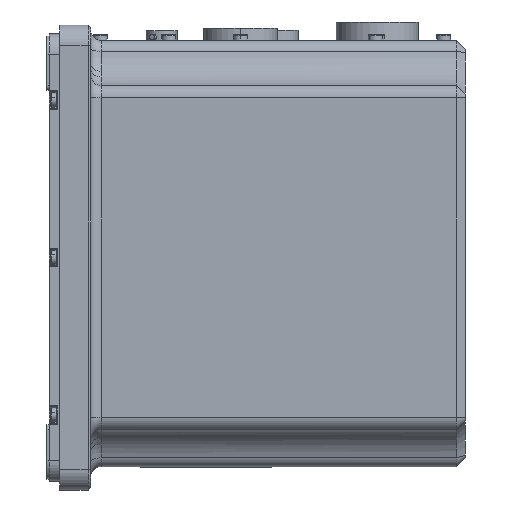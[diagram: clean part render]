
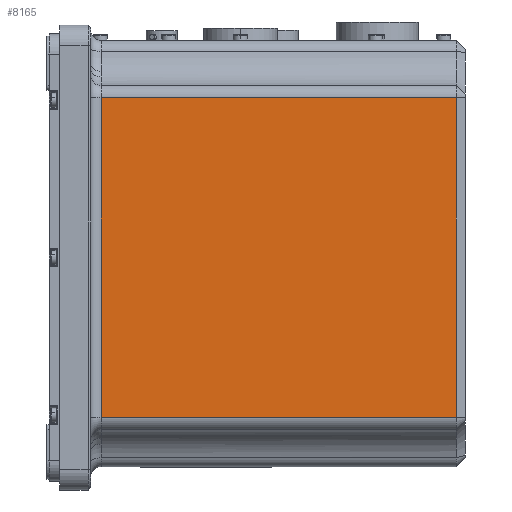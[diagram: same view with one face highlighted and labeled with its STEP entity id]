
A CAD part, front view. The second image highlights one B-rep face of the part: STEP entity #8165.
In plain terms, the highlighted face is planar.
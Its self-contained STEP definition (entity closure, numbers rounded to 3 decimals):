
#648 = ORIENTED_EDGE ( 'NONE', *, *, #42189, .T. ) ;
#1799 = DIRECTION ( 'NONE',  ( 0., 0., -1. ) ) ;
#6966 = ORIENTED_EDGE ( 'NONE', *, *, #32331, .T. ) ;
#8165 = ADVANCED_FACE ( 'NONE', ( #59509 ), #9475, .F. ) ;
#9475 = PLANE ( 'NONE',  #33364 ) ;
#9965 = ORIENTED_EDGE ( 'NONE', *, *, #55629, .T. ) ;
#11526 = LINE ( 'NONE', #55729, #26139 ) ;
#11656 = CARTESIAN_POINT ( 'NONE',  ( 82., 143.5, 61.834 ) ) ;
#13106 = VECTOR ( 'NONE', #30590, 1000. ) ;
#13604 = DIRECTION ( 'NONE',  ( 0., 1., 0. ) ) ;
#14996 = CARTESIAN_POINT ( 'NONE',  ( 82., 6., -61.834 ) ) ;
#18288 = ORIENTED_EDGE ( 'NONE', *, *, #34594, .T. ) ;
#19787 = CARTESIAN_POINT ( 'NONE',  ( 82., 143.5, -61.834 ) ) ;
#20247 = CARTESIAN_POINT ( 'NONE',  ( 82., 147., 61.834 ) ) ;
#26139 = VECTOR ( 'NONE', #13604, 1000. ) ;
#26193 = LINE ( 'NONE', #44082, #45259 ) ;
#27753 = EDGE_LOOP ( 'NONE', ( #6966, #648, #18288, #9965 ) ) ;
#28972 = CARTESIAN_POINT ( 'NONE',  ( 82., 147., -84. ) ) ;
#30590 = DIRECTION ( 'NONE',  ( 0., 0., 1. ) ) ;
#32331 = EDGE_CURVE ( 'NONE', #35388, #51272, #55026, .T. ) ;
#33364 = AXIS2_PLACEMENT_3D ( 'NONE', #28972, #42284, #39156 ) ;
#33705 = LINE ( 'NONE', #11656, #13106 ) ;
#34594 = EDGE_CURVE ( 'NONE', #47143, #45796, #11526, .T. ) ;
#35388 = VERTEX_POINT ( 'NONE', #60048 ) ;
#39156 = DIRECTION ( 'NONE',  ( 0., 1., 0. ) ) ;
#42189 = EDGE_CURVE ( 'NONE', #51272, #47143, #26193, .T. ) ;
#42284 = DIRECTION ( 'NONE',  ( -1., 0., 0. ) ) ;
#44082 = CARTESIAN_POINT ( 'NONE',  ( 82., 6., -61.834 ) ) ;
#45259 = VECTOR ( 'NONE', #1799, 1000. ) ;
#45796 = VERTEX_POINT ( 'NONE', #19787 ) ;
#47143 = VERTEX_POINT ( 'NONE', #14996 ) ;
#47334 = CARTESIAN_POINT ( 'NONE',  ( 82., 6., 61.834 ) ) ;
#47600 = DIRECTION ( 'NONE',  ( 0., -1., 0. ) ) ;
#51272 = VERTEX_POINT ( 'NONE', #47334 ) ;
#55026 = LINE ( 'NONE', #20247, #59456 ) ;
#55629 = EDGE_CURVE ( 'NONE', #45796, #35388, #33705, .T. ) ;
#55729 = CARTESIAN_POINT ( 'NONE',  ( 82., 147., -61.834 ) ) ;
#59456 = VECTOR ( 'NONE', #47600, 1000. ) ;
#59509 = FACE_OUTER_BOUND ( 'NONE', #27753, .T. ) ;
#60048 = CARTESIAN_POINT ( 'NONE',  ( 82., 143.5, 61.834 ) ) ;
